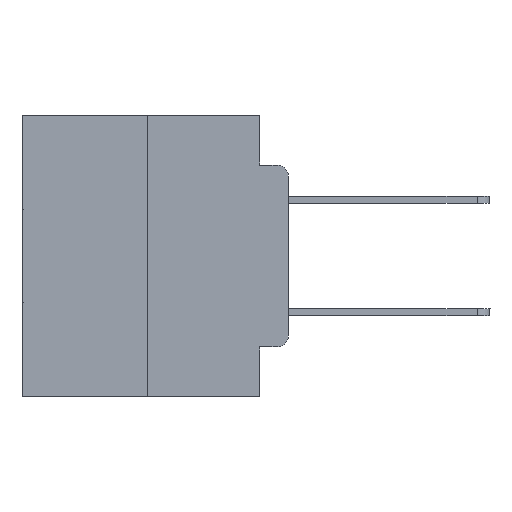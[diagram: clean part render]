
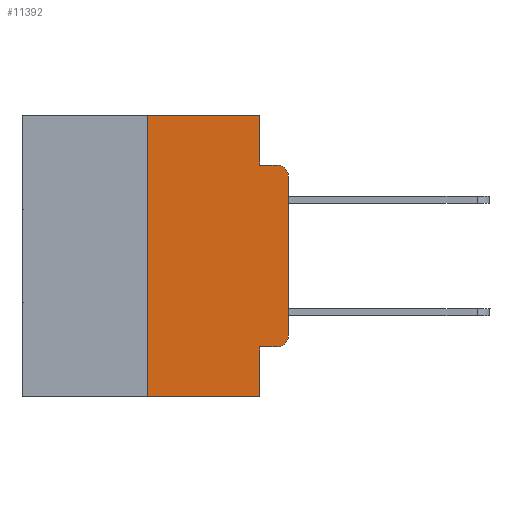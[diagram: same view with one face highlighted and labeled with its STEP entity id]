
A CAD part, left-side view. The second image highlights one B-rep face of the part: STEP entity #11392.
In plain terms, the highlighted planar face has unit normal (-1, 0, 0).
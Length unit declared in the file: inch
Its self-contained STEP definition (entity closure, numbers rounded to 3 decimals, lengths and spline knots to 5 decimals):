
#140 = VECTOR ( 'NONE', #6104, 39.37008 ) ;
#656 = ORIENTED_EDGE ( 'NONE', *, *, #17232, .T. ) ;
#1441 = ORIENTED_EDGE ( 'NONE', *, *, #12150, .F. ) ;
#1602 = CARTESIAN_POINT ( 'NONE',  ( 0., 0.25, 0. ) ) ;
#2433 = VERTEX_POINT ( 'NONE', #7312 ) ;
#2639 = VERTEX_POINT ( 'NONE', #8525 ) ;
#3173 = CARTESIAN_POINT ( 'NONE',  ( 0., 0.051, -0.0885 ) ) ;
#4420 = DIRECTION ( 'NONE',  ( 0., -1., 0. ) ) ;
#4447 = ORIENTED_EDGE ( 'NONE', *, *, #6267, .F. ) ;
#4622 = CARTESIAN_POINT ( 'NONE',  ( 0., 0.473, 0. ) ) ;
#4722 = CARTESIAN_POINT ( 'NONE',  ( 0., 0.02, -0.0885 ) ) ;
#4864 = EDGE_CURVE ( 'NONE', #2639, #8857, #27697, .T. ) ;
#5526 = CARTESIAN_POINT ( 'NONE',  ( 0., 0.25, -0.5 ) ) ;
#6023 = VECTOR ( 'NONE', #11435, 39.37008 ) ;
#6104 = DIRECTION ( 'NONE',  ( 0., 0., 1. ) ) ;
#6106 = VERTEX_POINT ( 'NONE', #6456 ) ;
#6267 = EDGE_CURVE ( 'NONE', #13545, #22947, #6608, .T. ) ;
#6456 = CARTESIAN_POINT ( 'NONE',  ( 0., 0., -0.1085 ) ) ;
#6608 = LINE ( 'NONE', #23919, #6023 ) ;
#7168 = AXIS2_PLACEMENT_3D ( 'NONE', #29780, #10689, #10217 ) ;
#7312 = CARTESIAN_POINT ( 'NONE',  ( 0., 0.051, -0.0885 ) ) ;
#8525 = CARTESIAN_POINT ( 'NONE',  ( 0., 0.051, -0.4115 ) ) ;
#8712 = ORIENTED_EDGE ( 'NONE', *, *, #25186, .F. ) ;
#8857 = VERTEX_POINT ( 'NONE', #27763 ) ;
#9022 = DIRECTION ( 'NONE',  ( 0., -1., 0. ) ) ;
#9116 = VERTEX_POINT ( 'NONE', #15363 ) ;
#9148 = EDGE_CURVE ( 'NONE', #6106, #24953, #9649, .T. ) ;
#9449 = VECTOR ( 'NONE', #9022, 39.37008 ) ;
#9506 = CARTESIAN_POINT ( 'NONE',  ( 0., 0.051, 0. ) ) ;
#9649 = CIRCLE ( 'NONE', #7168, 0.02 ) ;
#9651 = CARTESIAN_POINT ( 'NONE',  ( 0., 0.051, -0.4115 ) ) ;
#10217 = DIRECTION ( 'NONE',  ( 0., 0., -1. ) ) ;
#10689 = DIRECTION ( 'NONE',  ( -1., 0., 0. ) ) ;
#10913 = AXIS2_PLACEMENT_3D ( 'NONE', #4622, #16333, #28537 ) ;
#11114 = DIRECTION ( 'NONE',  ( 0., 0., -1. ) ) ;
#11392 = ADVANCED_FACE ( 'NONE', ( #18986 ), #26177, .F. ) ;
#11420 = CARTESIAN_POINT ( 'NONE',  ( 0., 0.051, 0. ) ) ;
#11435 = DIRECTION ( 'NONE',  ( 0., -1., 0. ) ) ;
#11968 = ORIENTED_EDGE ( 'NONE', *, *, #26293, .T. ) ;
#12150 = EDGE_CURVE ( 'NONE', #2433, #24953, #26912, .T. ) ;
#12677 = DIRECTION ( 'NONE',  ( 0., -1., 0. ) ) ;
#12911 = VECTOR ( 'NONE', #11114, 39.37008 ) ;
#13342 = ORIENTED_EDGE ( 'NONE', *, *, #4864, .F. ) ;
#13545 = VERTEX_POINT ( 'NONE', #1602 ) ;
#14006 = DIRECTION ( 'NONE',  ( 0., 0., -1. ) ) ;
#14039 = DIRECTION ( 'NONE',  ( 0., 0., -1. ) ) ;
#15363 = CARTESIAN_POINT ( 'NONE',  ( 0., 0., -0.3915 ) ) ;
#15930 = LINE ( 'NONE', #27976, #140 ) ;
#16333 = DIRECTION ( 'NONE',  ( 1., 0., 0. ) ) ;
#16596 = CARTESIAN_POINT ( 'NONE',  ( 0., 0., 0. ) ) ;
#17232 = EDGE_CURVE ( 'NONE', #25959, #8857, #28497, .T. ) ;
#18857 = DIRECTION ( 'NONE',  ( -1., 0., 0. ) ) ;
#18986 = FACE_OUTER_BOUND ( 'NONE', #20575, .T. ) ;
#19103 = CARTESIAN_POINT ( 'NONE',  ( 0., 0.473, -0.5 ) ) ;
#20264 = EDGE_CURVE ( 'NONE', #2639, #22810, #23399, .T. ) ;
#20278 = VECTOR ( 'NONE', #4420, 39.37008 ) ;
#20575 = EDGE_LOOP ( 'NONE', ( #11968, #27124, #1441, #27200, #4447, #8712, #656, #13342, #20658, #28733 ) ) ;
#20658 = ORIENTED_EDGE ( 'NONE', *, *, #20264, .T. ) ;
#21274 = LINE ( 'NONE', #16596, #29636 ) ;
#22110 = CARTESIAN_POINT ( 'NONE',  ( 0., 0.051, 0. ) ) ;
#22810 = VERTEX_POINT ( 'NONE', #23982 ) ;
#22947 = VERTEX_POINT ( 'NONE', #22110 ) ;
#23399 = LINE ( 'NONE', #9651, #9449 ) ;
#23919 = CARTESIAN_POINT ( 'NONE',  ( 0., 0.473, 0. ) ) ;
#23936 = VECTOR ( 'NONE', #12677, 39.37008 ) ;
#23982 = CARTESIAN_POINT ( 'NONE',  ( 0., 0.02, -0.4115 ) ) ;
#24953 = VERTEX_POINT ( 'NONE', #4722 ) ;
#25186 = EDGE_CURVE ( 'NONE', #25959, #13545, #15930, .T. ) ;
#25348 = EDGE_CURVE ( 'NONE', #22947, #2433, #28138, .T. ) ;
#25626 = CIRCLE ( 'NONE', #29656, 0.02 ) ;
#25959 = VERTEX_POINT ( 'NONE', #5526 ) ;
#26129 = DIRECTION ( 'NONE',  ( 0., 0., 1. ) ) ;
#26177 = PLANE ( 'NONE',  #10913 ) ;
#26293 = EDGE_CURVE ( 'NONE', #9116, #6106, #21274, .T. ) ;
#26912 = LINE ( 'NONE', #3173, #23936 ) ;
#27124 = ORIENTED_EDGE ( 'NONE', *, *, #9148, .T. ) ;
#27200 = ORIENTED_EDGE ( 'NONE', *, *, #25348, .F. ) ;
#27697 = LINE ( 'NONE', #11420, #12911 ) ;
#27763 = CARTESIAN_POINT ( 'NONE',  ( 0., 0.051, -0.5 ) ) ;
#27976 = CARTESIAN_POINT ( 'NONE',  ( 0., 0.25, 0. ) ) ;
#28120 = EDGE_CURVE ( 'NONE', #22810, #9116, #25626, .T. ) ;
#28138 = LINE ( 'NONE', #9506, #30102 ) ;
#28497 = LINE ( 'NONE', #19103, #20278 ) ;
#28537 = DIRECTION ( 'NONE',  ( 0., 0., -1. ) ) ;
#28568 = CARTESIAN_POINT ( 'NONE',  ( 0., 0.02, -0.3915 ) ) ;
#28733 = ORIENTED_EDGE ( 'NONE', *, *, #28120, .T. ) ;
#29636 = VECTOR ( 'NONE', #26129, 39.37008 ) ;
#29656 = AXIS2_PLACEMENT_3D ( 'NONE', #28568, #18857, #14006 ) ;
#29780 = CARTESIAN_POINT ( 'NONE',  ( 0., 0.02, -0.1085 ) ) ;
#30102 = VECTOR ( 'NONE', #14039, 39.37008 ) ;
